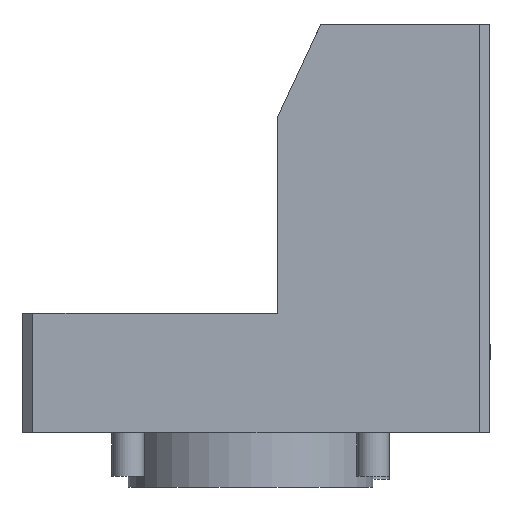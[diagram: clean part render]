
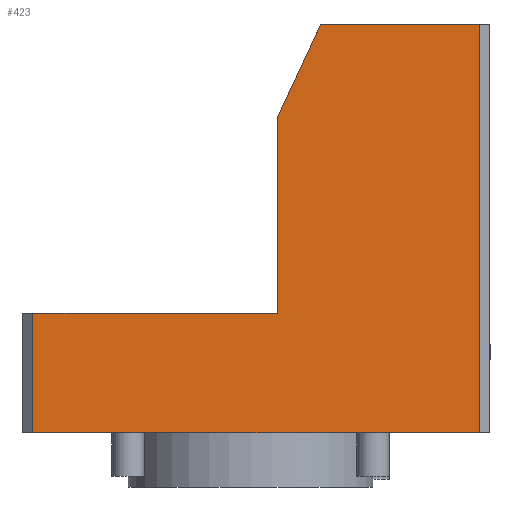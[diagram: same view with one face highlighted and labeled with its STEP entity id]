
A CAD part, front view. The second image highlights one B-rep face of the part: STEP entity #423.
In plain terms, the highlighted planar face has unit normal (0, -1, 0).
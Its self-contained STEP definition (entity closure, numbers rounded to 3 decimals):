
#61=FACE_OUTER_BOUND('',#534,.T.);
#115=PLANE('',#1207);
#189=LINE('',#1691,#316);
#191=LINE('',#1695,#318);
#197=LINE('',#1708,#324);
#206=LINE('',#1726,#333);
#218=LINE('',#1751,#345);
#226=LINE('',#1767,#353);
#227=LINE('',#1768,#354);
#316=VECTOR('',#1363,1.);
#318=VECTOR('',#1367,1.);
#324=VECTOR('',#1375,1.);
#333=VECTOR('',#1388,1.);
#345=VECTOR('',#1406,1.);
#353=VECTOR('',#1422,1.);
#354=VECTOR('',#1423,1.);
#423=ADVANCED_FACE('',(#61),#115,.F.);
#534=EDGE_LOOP('',(#717,#718,#719,#720,#721,#722,#723));
#717=ORIENTED_EDGE('',*,*,#1049,.T.);
#718=ORIENTED_EDGE('',*,*,#1088,.T.);
#719=ORIENTED_EDGE('',*,*,#1066,.F.);
#720=ORIENTED_EDGE('',*,*,#1057,.T.);
#721=ORIENTED_EDGE('',*,*,#1051,.T.);
#722=ORIENTED_EDGE('',*,*,#1079,.T.);
#723=ORIENTED_EDGE('',*,*,#1089,.T.);
#934=VERTEX_POINT('',#1690);
#935=VERTEX_POINT('',#1692);
#936=VERTEX_POINT('',#1696);
#937=VERTEX_POINT('',#1697);
#942=VERTEX_POINT('',#1709);
#949=VERTEX_POINT('',#1727);
#958=VERTEX_POINT('',#1750);
#1049=EDGE_CURVE('',#935,#934,#189,.T.);
#1051=EDGE_CURVE('',#936,#937,#191,.T.);
#1057=EDGE_CURVE('',#942,#936,#197,.T.);
#1066=EDGE_CURVE('',#942,#949,#206,.T.);
#1079=EDGE_CURVE('',#937,#958,#218,.T.);
#1088=EDGE_CURVE('',#934,#949,#226,.T.);
#1089=EDGE_CURVE('',#958,#935,#227,.T.);
#1207=AXIS2_PLACEMENT_3D('',#1769,#1424,#1425);
#1363=DIRECTION('',(1.,0.,0.));
#1367=DIRECTION('',(0.,0.,-1.));
#1375=DIRECTION('',(-0.423,0.,-0.906));
#1388=DIRECTION('',(1.,0.,0.));
#1406=DIRECTION('',(-1.,0.,0.));
#1422=DIRECTION('',(0.,0.,1.));
#1423=DIRECTION('',(0.,0.,-1.));
#1424=DIRECTION('',(0.,1.,0.));
#1425=DIRECTION('',(0.,0.,1.));
#1690=CARTESIAN_POINT('',(42.,-35.,-0.67));
#1691=CARTESIAN_POINT('',(-42.,-35.,-0.67));
#1692=CARTESIAN_POINT('',(-40.,-35.,-0.67));
#1695=CARTESIAN_POINT('',(5.,-35.,57.377));
#1696=CARTESIAN_POINT('',(5.,-35.,57.377));
#1697=CARTESIAN_POINT('',(5.,-35.,21.33));
#1708=CARTESIAN_POINT('',(8.709,-35.,65.33));
#1709=CARTESIAN_POINT('',(12.906,-35.,74.33));
#1726=CARTESIAN_POINT('',(12.906,-35.,74.33));
#1727=CARTESIAN_POINT('',(42.,-35.,74.33));
#1750=CARTESIAN_POINT('',(-40.,-35.,21.33));
#1751=CARTESIAN_POINT('',(5.,-35.,21.33));
#1767=CARTESIAN_POINT('',(42.,-35.,74.33));
#1768=CARTESIAN_POINT('',(-40.,-35.,-0.67));
#1769=CARTESIAN_POINT('',(-11.809,-35.,21.33));
